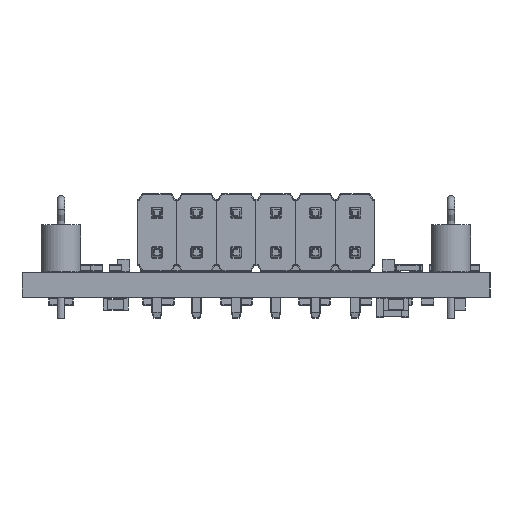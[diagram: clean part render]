
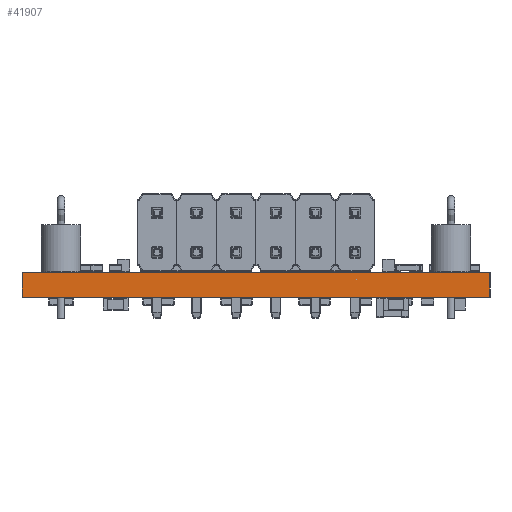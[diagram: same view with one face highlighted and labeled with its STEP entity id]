
A CAD part, left-side view. The second image highlights one B-rep face of the part: STEP entity #41907.
In plain terms, the highlighted planar face has unit normal (-1, 0, 0).
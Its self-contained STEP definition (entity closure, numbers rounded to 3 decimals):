
#41851 = VERTEX_POINT('',#41852);
#41852 = CARTESIAN_POINT('',(-0.13,-19.25,1.6));
#41858 = EDGE_CURVE('',#41859,#41851,#41861,.T.);
#41859 = VERTEX_POINT('',#41860);
#41860 = CARTESIAN_POINT('',(-0.13,-19.25,0.));
#41861 = LINE('',#41862,#41863);
#41862 = CARTESIAN_POINT('',(-0.13,-19.25,0.));
#41863 = VECTOR('',#41864,1.);
#41864 = DIRECTION('',(0.,0.,1.));
#41907 = ADVANCED_FACE('',(#41908),#41933,.T.);
#41908 = FACE_BOUND('',#41909,.T.);
#41909 = EDGE_LOOP('',(#41910,#41911,#41919,#41927));
#41910 = ORIENTED_EDGE('',*,*,#41858,.T.);
#41911 = ORIENTED_EDGE('',*,*,#41912,.T.);
#41912 = EDGE_CURVE('',#41851,#41913,#41915,.T.);
#41913 = VERTEX_POINT('',#41914);
#41914 = CARTESIAN_POINT('',(-0.13,10.75,1.6));
#41915 = LINE('',#41916,#41917);
#41916 = CARTESIAN_POINT('',(-0.13,-19.25,1.6));
#41917 = VECTOR('',#41918,1.);
#41918 = DIRECTION('',(0.,1.,0.));
#41919 = ORIENTED_EDGE('',*,*,#41920,.F.);
#41920 = EDGE_CURVE('',#41921,#41913,#41923,.T.);
#41921 = VERTEX_POINT('',#41922);
#41922 = CARTESIAN_POINT('',(-0.13,10.75,0.));
#41923 = LINE('',#41924,#41925);
#41924 = CARTESIAN_POINT('',(-0.13,10.75,0.));
#41925 = VECTOR('',#41926,1.);
#41926 = DIRECTION('',(0.,0.,1.));
#41927 = ORIENTED_EDGE('',*,*,#41928,.F.);
#41928 = EDGE_CURVE('',#41859,#41921,#41929,.T.);
#41929 = LINE('',#41930,#41931);
#41930 = CARTESIAN_POINT('',(-0.13,-19.25,0.));
#41931 = VECTOR('',#41932,1.);
#41932 = DIRECTION('',(0.,1.,0.));
#41933 = PLANE('',#41934);
#41934 = AXIS2_PLACEMENT_3D('',#41935,#41936,#41937);
#41935 = CARTESIAN_POINT('',(-0.13,-19.25,0.));
#41936 = DIRECTION('',(-1.,0.,0.));
#41937 = DIRECTION('',(0.,1.,0.));
